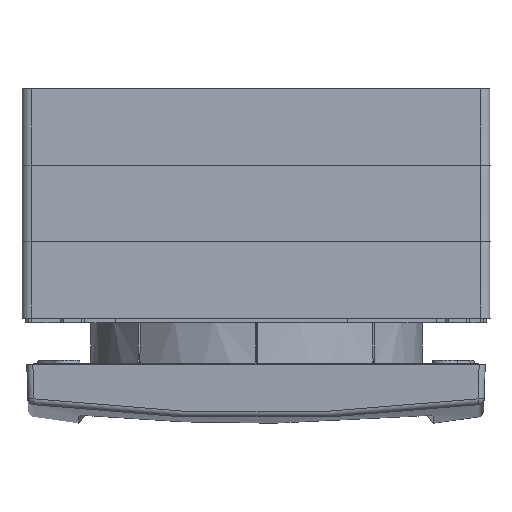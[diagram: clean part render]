
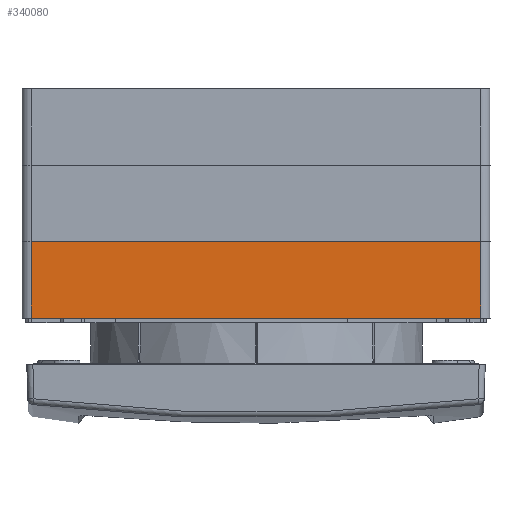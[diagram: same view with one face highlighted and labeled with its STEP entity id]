
A CAD part, front view. The second image highlights one B-rep face of the part: STEP entity #340080.
In plain terms, the highlighted face is planar.
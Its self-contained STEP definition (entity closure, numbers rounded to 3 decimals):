
#295450=CARTESIAN_POINT('',(-1.094,148.994,14.));
#295460=VERTEX_POINT('',#295450);
#295960=CARTESIAN_POINT('',(-1.094,1.906,14.));
#295970=VERTEX_POINT('',#295960);
#296000=CARTESIAN_POINT('',(-1.094,0.,14.));
#296010=DIRECTION('',(0.,-1.,0.));
#296020=VECTOR('',#296010,1.);
#296030=LINE('',#296000,#296020);
#296040=EDGE_CURVE('',#295460,#295970,#296030,.T.);
#330450=CARTESIAN_POINT('',(-1.069,148.969,
-0.005));
#330460=DIRECTION('',(-0.002,0.002,
1.));
#330470=VECTOR('',#330460,1.);
#330480=LINE('',#330450,#330470);
#330490=CARTESIAN_POINT('',(-1.05,148.95,-11.));
#330500=VERTEX_POINT('',#330490);
#330510=EDGE_CURVE('',#330500,#295460,#330480,.T.);
#339850=CARTESIAN_POINT('',(-1.05,85.013,
-11.));
#339860=DIRECTION('',(-1.,0.,
-0.002));
#339870=DIRECTION('',(-0.002,0.,1.));
#339880=AXIS2_PLACEMENT_3D('',#339850,#339860,#339870);
#339890=PLANE('',#339880);
#339900=CARTESIAN_POINT('',(-1.069,1.931,
-0.005));
#339910=DIRECTION('',(0.002,0.002,
-1.));
#339920=VECTOR('',#339910,1.);
#339930=LINE('',#339900,#339920);
#339940=CARTESIAN_POINT('',(-1.05,1.95,-11.));
#339950=VERTEX_POINT('',#339940);
#339960=EDGE_CURVE('',#295970,#339950,#339930,.T.);
#339970=ORIENTED_EDGE('',*,*,#339960,.F.);
#339980=CARTESIAN_POINT('',(-1.05,0.,-11.));
#339990=DIRECTION('',(0.,-1.,0.));
#340000=VECTOR('',#339990,1.);
#340010=LINE('',#339980,#340000);
#340020=EDGE_CURVE('',#330500,#339950,#340010,.T.);
#340030=ORIENTED_EDGE('',*,*,#340020,.T.);
#340040=ORIENTED_EDGE('',*,*,#330510,.F.);
#340050=ORIENTED_EDGE('',*,*,#296040,.F.);
#340060=EDGE_LOOP('',(#340050,#340040,#340030,#339970));
#340070=FACE_OUTER_BOUND('',#340060,.T.);
#340080=ADVANCED_FACE('',(#340070),#339890,.T.);
